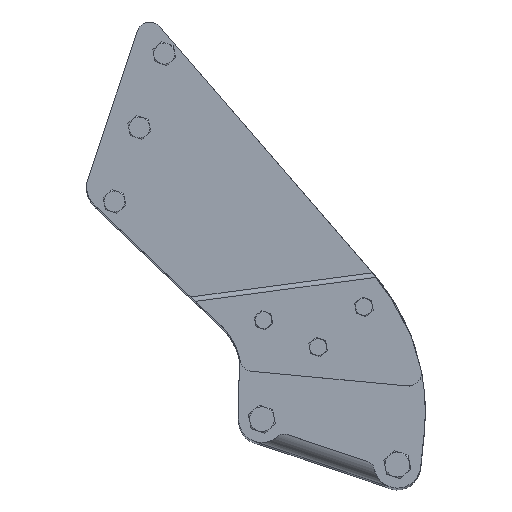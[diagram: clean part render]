
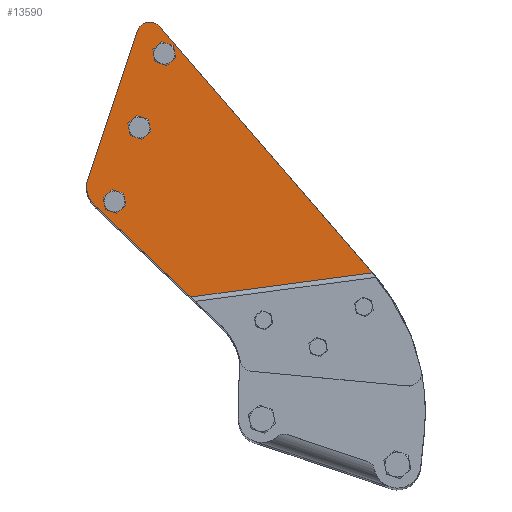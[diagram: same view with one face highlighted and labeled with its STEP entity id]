
A CAD part, top view. The second image highlights one B-rep face of the part: STEP entity #13590.
In plain terms, the highlighted planar face has unit normal (0, 0, 1).
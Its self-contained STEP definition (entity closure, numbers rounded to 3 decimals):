
#263=LINE('',#25489,#558);
#336=LINE('',#28321,#631);
#351=LINE('',#28843,#646);
#352=LINE('',#28847,#647);
#558=VECTOR('',#16305,1000.);
#631=VECTOR('',#16544,1000.);
#646=VECTOR('',#16595,1000.);
#647=VECTOR('',#16600,1000.);
#1254=CIRCLE('',#14418,20.);
#1255=CIRCLE('',#14421,7.315);
#1256=CIRCLE('',#14423,7.315);
#1257=CIRCLE('',#14425,7.315);
#1259=CIRCLE('',#14428,10.);
#1272=CIRCLE('',#14522,160.);
#1616=PLANE('',#14521);
#3680=ORIENTED_EDGE('',*,*,#5092,.T.);
#3681=ORIENTED_EDGE('',*,*,#5091,.T.);
#3682=ORIENTED_EDGE('',*,*,#5090,.T.);
#3683=ORIENTED_EDGE('',*,*,#5328,.F.);
#3684=ORIENTED_EDGE('',*,*,#5329,.T.);
#3685=ORIENTED_EDGE('',*,*,#5330,.T.);
#3686=ORIENTED_EDGE('',*,*,#5094,.T.);
#3687=ORIENTED_EDGE('',*,*,#5088,.T.);
#3688=ORIENTED_EDGE('',*,*,#5085,.T.);
#3689=ORIENTED_EDGE('',*,*,#5284,.T.);
#5085=EDGE_CURVE('',#6098,#6097,#1254,.T.);
#5088=EDGE_CURVE('',#6100,#6098,#263,.T.);
#5090=EDGE_CURVE('',#6101,#6101,#1255,.T.);
#5091=EDGE_CURVE('',#6102,#6102,#1256,.T.);
#5092=EDGE_CURVE('',#6103,#6103,#1257,.T.);
#5094=EDGE_CURVE('',#6105,#6100,#1259,.T.);
#5284=EDGE_CURVE('',#6097,#6234,#336,.T.);
#5328=EDGE_CURVE('',#6264,#6234,#351,.T.);
#5329=EDGE_CURVE('',#6264,#6265,#1272,.T.);
#5330=EDGE_CURVE('',#6265,#6105,#352,.T.);
#6097=VERTEX_POINT('',#25482);
#6098=VERTEX_POINT('',#25484);
#6100=VERTEX_POINT('',#25490);
#6101=VERTEX_POINT('',#25494);
#6102=VERTEX_POINT('',#25497);
#6103=VERTEX_POINT('',#25500);
#6105=VERTEX_POINT('',#25505);
#6234=VERTEX_POINT('',#28320);
#6264=VERTEX_POINT('',#28842);
#6265=VERTEX_POINT('',#28846);
#7498=EDGE_LOOP('',(#3680));
#7499=EDGE_LOOP('',(#3681));
#7500=EDGE_LOOP('',(#3682));
#7501=EDGE_LOOP('',(#3683,#3684,#3685,#3686,#3687,#3688,#3689));
#8326=FACE_BOUND('',#7498,.T.);
#8327=FACE_BOUND('',#7499,.T.);
#8328=FACE_BOUND('',#7500,.T.);
#8329=FACE_BOUND('',#7501,.T.);
#13590=ADVANCED_FACE('',(#8326,#8327,#8328,#8329),#1616,.F.);
#14418=AXIS2_PLACEMENT_3D('',#25483,#16299,#16300);
#14421=AXIS2_PLACEMENT_3D('',#25493,#16309,#16310);
#14423=AXIS2_PLACEMENT_3D('',#25496,#16313,#16314);
#14425=AXIS2_PLACEMENT_3D('',#25499,#16317,#16318);
#14428=AXIS2_PLACEMENT_3D('',#25504,#16323,#16324);
#14521=AXIS2_PLACEMENT_3D('',#28844,#16596,#16597);
#14522=AXIS2_PLACEMENT_3D('',#28845,#16598,#16599);
#16299=DIRECTION('',(0.,0.,1.));
#16300=DIRECTION('',(0.319,0.948,0.));
#16305=DIRECTION('',(-0.319,-0.948,0.));
#16309=DIRECTION('',(0.,0.,-1.));
#16310=DIRECTION('',(0.319,0.948,0.));
#16313=DIRECTION('',(0.,0.,-1.));
#16314=DIRECTION('',(0.319,0.948,0.));
#16317=DIRECTION('',(0.,0.,-1.));
#16318=DIRECTION('',(0.319,0.948,0.));
#16323=DIRECTION('',(0.,0.,1.));
#16324=DIRECTION('',(-0.319,-0.948,0.));
#16544=DIRECTION('',(0.724,-0.69,0.));
#16595=DIRECTION('',(-0.991,-0.132,0.));
#16596=DIRECTION('',(0.,0.,-1.));
#16597=DIRECTION('',(-0.948,0.319,0.));
#16598=DIRECTION('',(0.,0.,-1.));
#16599=DIRECTION('',(-0.948,0.319,0.));
#16600=DIRECTION('',(-0.653,0.757,0.));
#25482=CARTESIAN_POINT('',(-218.403,144.961,0.712));
#25483=CARTESIAN_POINT('',(-205.258,160.034,0.712));
#25484=CARTESIAN_POINT('',(-224.214,166.41,0.712));
#25489=CARTESIAN_POINT('',(-224.214,166.41,0.712));
#25490=CARTESIAN_POINT('',(-186.06,279.842,0.712));
#25493=CARTESIAN_POINT('',(-184.724,205.399,0.712));
#25494=CARTESIAN_POINT('',(-182.391,212.332,0.712));
#25496=CARTESIAN_POINT('',(-203.852,148.53,0.712));
#25497=CARTESIAN_POINT('',(-201.52,155.463,0.712));
#25499=CARTESIAN_POINT('',(-165.595,262.268,0.712));
#25500=CARTESIAN_POINT('',(-163.263,269.201,0.712));
#25504=CARTESIAN_POINT('',(-176.582,276.654,0.712));
#25505=CARTESIAN_POINT('',(-169.204,283.405,0.712));
#28320=CARTESIAN_POINT('',(-144.972,75.03,0.712));
#28321=CARTESIAN_POINT('',(-218.403,144.961,0.712));
#28842=CARTESIAN_POINT('',(-5.435,93.658,0.712));
#28843=CARTESIAN_POINT('',(-163.783,72.519,0.712));
#28844=CARTESIAN_POINT('',(-156.357,16.893,0.712));
#28845=CARTESIAN_POINT('',(-124.56,-13.155,0.712));
#28846=CARTESIAN_POINT('',(-3.448,91.4,0.712));
#28847=CARTESIAN_POINT('',(-169.204,283.405,0.712));
